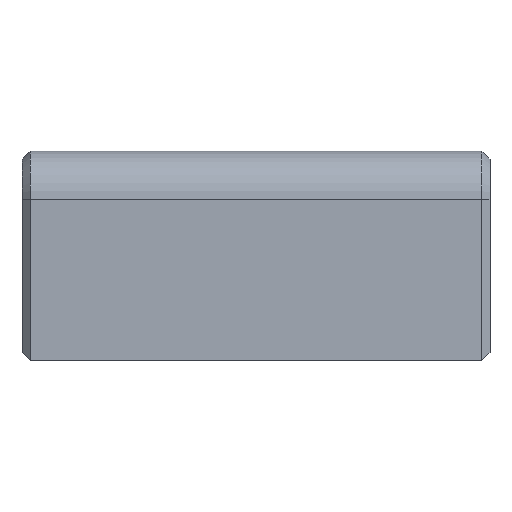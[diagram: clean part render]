
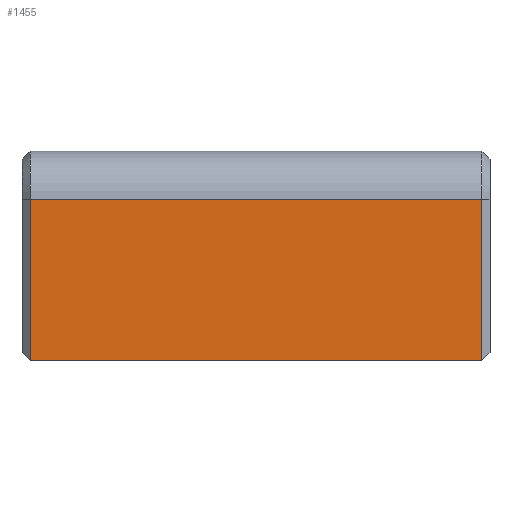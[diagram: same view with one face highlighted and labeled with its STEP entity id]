
A CAD part, front view. The second image highlights one B-rep face of the part: STEP entity #1455.
In plain terms, the highlighted planar face has unit normal (0, -1, 0).
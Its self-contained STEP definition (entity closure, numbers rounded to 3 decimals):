
#77=PLANE('',#1584);
#148=FACE_OUTER_BOUND('',#243,.T.);
#243=EDGE_LOOP('',(#1230,#1231,#1232,#1233));
#304=LINE('',#2099,#466);
#396=LINE('',#2423,#558);
#399=LINE('',#2432,#561);
#401=LINE('',#2437,#563);
#466=VECTOR('',#1681,10.);
#558=VECTOR('',#1893,10.);
#561=VECTOR('',#1904,10.);
#563=VECTOR('',#1910,10.);
#669=VERTEX_POINT('',#2096);
#670=VERTEX_POINT('',#2098);
#750=VERTEX_POINT('',#2422);
#752=VERTEX_POINT('',#2431);
#803=EDGE_CURVE('',#669,#670,#304,.T.);
#923=EDGE_CURVE('',#670,#750,#396,.T.);
#928=EDGE_CURVE('',#750,#752,#399,.T.);
#931=EDGE_CURVE('',#752,#669,#401,.T.);
#1230=ORIENTED_EDGE('',*,*,#923,.F.);
#1231=ORIENTED_EDGE('',*,*,#803,.F.);
#1232=ORIENTED_EDGE('',*,*,#931,.F.);
#1233=ORIENTED_EDGE('',*,*,#928,.F.);
#1455=ADVANCED_FACE('',(#148),#77,.T.);
#1584=AXIS2_PLACEMENT_3D('',#2436,#1908,#1909);
#1681=DIRECTION('',(-1.,0.,0.));
#1893=DIRECTION('',(0.,0.,1.));
#1904=DIRECTION('',(1.,0.,0.));
#1908=DIRECTION('center_axis',(0.,-1.,0.));
#1909=DIRECTION('ref_axis',(1.,0.,0.));
#1910=DIRECTION('',(0.,0.,-1.));
#2096=CARTESIAN_POINT('',(14.,-29.,0.));
#2098=CARTESIAN_POINT('',(-14.,-29.,0.));
#2099=CARTESIAN_POINT('',(14.5,-29.,0.));
#2422=CARTESIAN_POINT('',(-14.,-29.,10.));
#2423=CARTESIAN_POINT('',(-14.,-29.,0.));
#2431=CARTESIAN_POINT('',(14.,-29.,10.));
#2432=CARTESIAN_POINT('',(-7.25,-29.,10.));
#2436=CARTESIAN_POINT('Origin',(-14.5,-29.,0.));
#2437=CARTESIAN_POINT('',(14.,-29.,0.));
